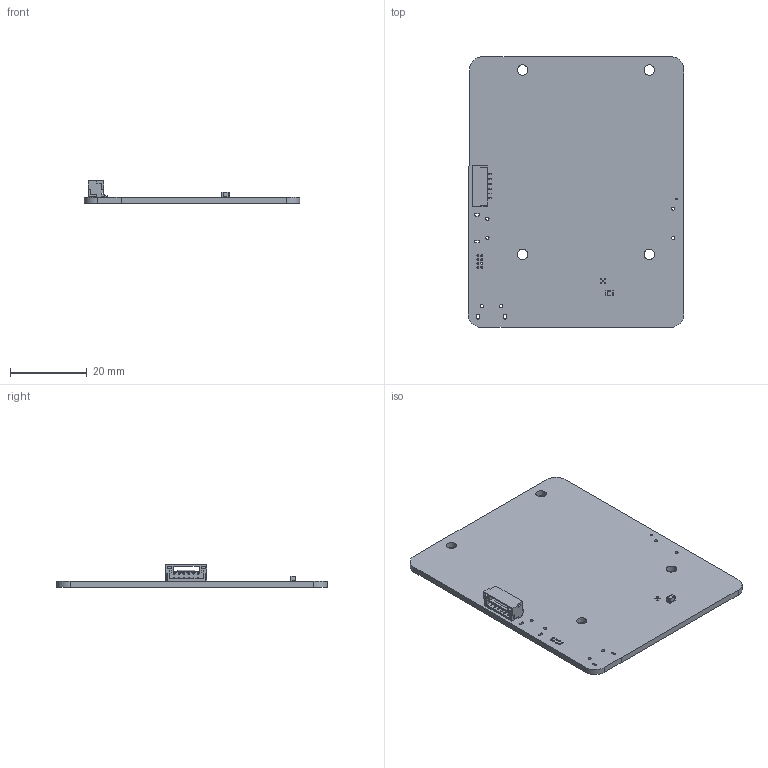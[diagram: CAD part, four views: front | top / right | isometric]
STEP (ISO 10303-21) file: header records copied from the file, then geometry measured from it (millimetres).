
FILE_DESCRIPTION(('KiCad electronic assembly'),'2;1');
FILE_NAME('Kretskort.step','2022-03-15T14:13:21',('Pcbnew'),('Kicad'), 'Open CASCADE STEP processor 7.5','KiCad to STEP converter','Unknown' );
FILE_SCHEMA(('AUTOMOTIVE_DESIGN { 1 0 10303 214 1 1 1 1 }'));
Length unit declared in the file: millimetre
Products named in the file (6): Kretskort 1; C_0805_2012Metric; SOLID; JST_GH_SM06B-GHS-TB_1x06-1MP_P1.25mm_Horizontal; rpi_cm4_drone_carrier_v01 PCB
Assembly tree (5 placements, depth 3):
  Kretskort 1
    C_0805_2012Metric
      SOLID
    JST_GH_SM06B-GHS-TB_1x06-1MP_P1.25mm_Horizontal
      SOLID
    rpi_cm4_drone_carrier_v01 PCB
Bounding box: 56.16 x 70.52 x 5.89 mm (x, y, z)
Volume: 6356.7 mm3; surface area: 8722.7 mm2
Topology: 3 solids, 3 shells, 345 faces, 969 edges, 642 vertices
Faces by surface type: bspline 293, cylinder 36, plane 16
Full cylindrical faces by diameter (mm): 0.3 x5, 0.5 x9, 0.8 x2, 0.85 x4, 2.7 x4
Entity records: 23427 total; most frequent: CARTESIAN_POINT 7356, B_SPLINE_CURVE_WITH_KNOTS 2409, ORIENTED_EDGE 1938, PCURVE 1938, DEFINITIONAL_REPRESENTATION 1938, EDGE_CURVE 969, SURFACE_CURVE 945, VERTEX_POINT 642
